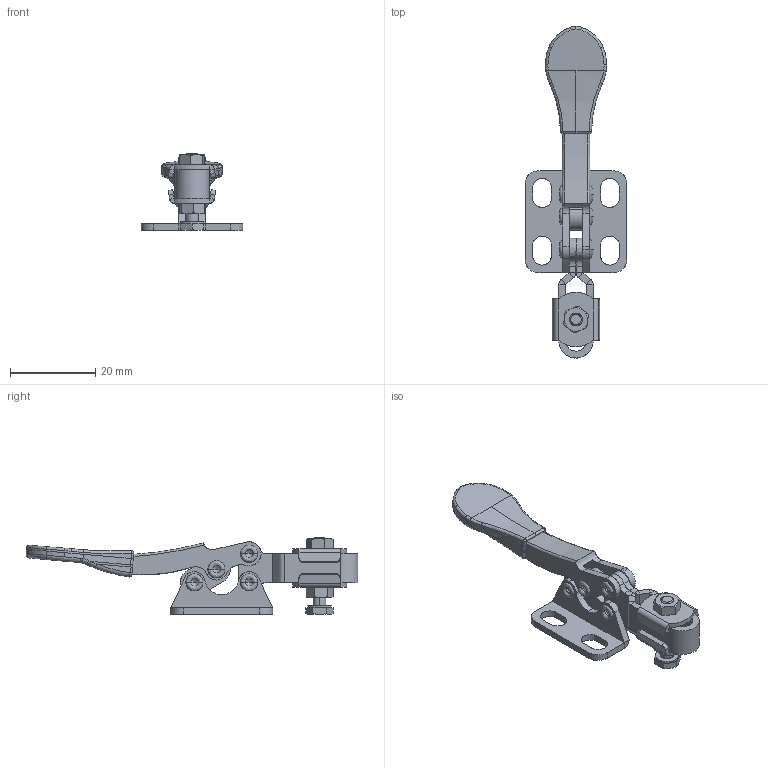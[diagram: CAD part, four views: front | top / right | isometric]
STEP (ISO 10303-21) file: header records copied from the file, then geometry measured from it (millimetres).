
FILE_DESCRIPTION((''),' ');
FILE_NAME('GH-201.stp',' ',('stephen'),('BIB design'),' ','ACIS 14.0',' ');
FILE_SCHEMA(('automotive_design'));
Length unit declared in the file: inch
Products named in the file (15): Part_9558; Part_9557; Part_9548; Part_9547; Part_9546; Part_9556; Part_9545; Part_9544; Part_9555; Part_9543; Part_9554; Part_9553; Part_9552; Part_9551; Part_37262
Bounding box: 23.8 x 77.7 x 18 mm (x, y, z)
Volume: 4534.2 mm3; surface area: 6928.4 mm2
Topology: 15 solids, 15 shells, 472 faces, 2620 edges, 2169 vertices
Faces by surface type: bspline 289, revolution 179, plane 4
Entity records: 71123 total; most frequent: CARTESIAN_POINT 23575, PRESENTATION_STYLE_ASSIGNMENT 5679, COLOUR_RGB 5679, STYLED_ITEM 5260, ORIENTED_EDGE 5208, DIRECTION 3623, CURVE_STYLE 3023, EDGE_CURVE 2604
